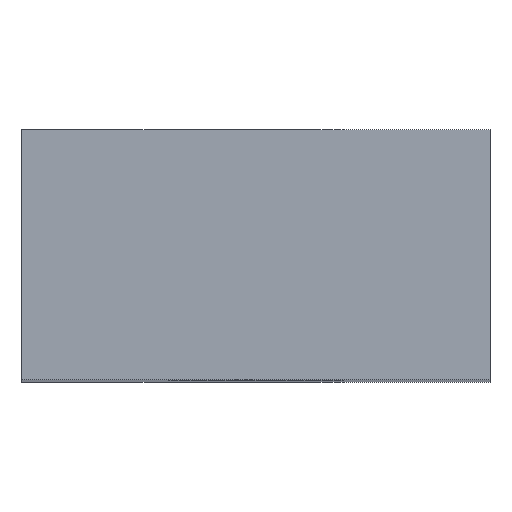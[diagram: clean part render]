
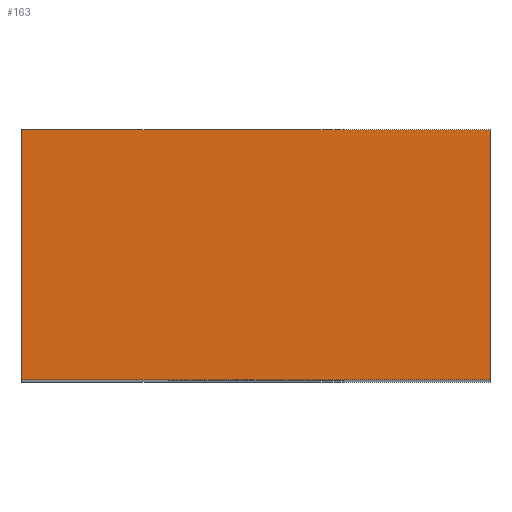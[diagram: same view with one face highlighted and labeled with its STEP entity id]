
A CAD part, top view. The second image highlights one B-rep face of the part: STEP entity #163.
In plain terms, the highlighted planar face has unit normal (0, 0, 1).
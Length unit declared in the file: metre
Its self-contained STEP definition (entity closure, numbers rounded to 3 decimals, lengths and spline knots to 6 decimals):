
#28=ORIENTED_EDGE('',*,*,#62,.F.);
#29=ORIENTED_EDGE('',*,*,#61,.F.);
#30=ORIENTED_EDGE('',*,*,#68,.F.);
#31=ORIENTED_EDGE('',*,*,#69,.T.);
#32=ORIENTED_EDGE('',*,*,#70,.T.);
#33=ORIENTED_EDGE('',*,*,#71,.T.);
#61=EDGE_CURVE('',#81,#82,#97,.T.);
#62=EDGE_CURVE('',#82,#83,#98,.T.);
#68=EDGE_CURVE('',#88,#81,#100,.T.);
#69=EDGE_CURVE('',#88,#89,#101,.T.);
#70=EDGE_CURVE('',#89,#90,#102,.T.);
#71=EDGE_CURVE('',#90,#83,#103,.T.);
#81=VERTEX_POINT('',#243);
#82=VERTEX_POINT('',#245);
#83=VERTEX_POINT('',#247);
#88=VERTEX_POINT('',#261);
#89=VERTEX_POINT('',#263);
#90=VERTEX_POINT('',#265);
#97=LINE('',#244,#113);
#98=LINE('',#246,#114);
#100=LINE('',#260,#116);
#101=LINE('',#262,#117);
#102=LINE('',#264,#118);
#103=LINE('',#266,#119);
#113=VECTOR('',#200,1.);
#114=VECTOR('',#201,1.);
#116=VECTOR('',#217,1.);
#117=VECTOR('',#218,1.);
#118=VECTOR('',#219,1.);
#119=VECTOR('',#220,1.);
#131=EDGE_LOOP('',(#28,#29,#30,#31,#32,#33));
#145=FACE_BOUND('',#131,.T.);
#155=PLANE('',#188);
#163=ADVANCED_FACE('',(#145),#155,.F.);
#188=AXIS2_PLACEMENT_3D('',#259,#215,#216);
#200=DIRECTION('',(0.,1.,0.));
#201=DIRECTION('',(0.,1.,0.));
#215=DIRECTION('',(0.,0.,-1.));
#216=DIRECTION('',(-1.,0.,0.));
#217=DIRECTION('',(-1.,0.,0.));
#218=DIRECTION('',(0.,1.,0.));
#219=DIRECTION('',(0.,1.,0.));
#220=DIRECTION('',(-1.,0.,0.));
#243=CARTESIAN_POINT('',(-0.091048,-0.079595,0.015));
#244=CARTESIAN_POINT('',(-0.091048,-0.079595,0.015));
#245=CARTESIAN_POINT('',(-0.091048,-0.077055,0.015));
#246=CARTESIAN_POINT('',(-0.091048,-0.089755,0.015));
#247=CARTESIAN_POINT('',(-0.091048,-0.074515,0.015));
#259=CARTESIAN_POINT('',(-0.081548,-0.089755,0.015));
#260=CARTESIAN_POINT('',(-0.081548,-0.079595,0.015));
#261=CARTESIAN_POINT('',(-0.081548,-0.079595,0.015));
#262=CARTESIAN_POINT('',(-0.081548,-0.079595,0.015));
#263=CARTESIAN_POINT('',(-0.081548,-0.077055,0.015));
#264=CARTESIAN_POINT('',(-0.081548,-0.089755,0.015));
#265=CARTESIAN_POINT('',(-0.081548,-0.074515,0.015));
#266=CARTESIAN_POINT('',(-0.081548,-0.074515,0.015));
